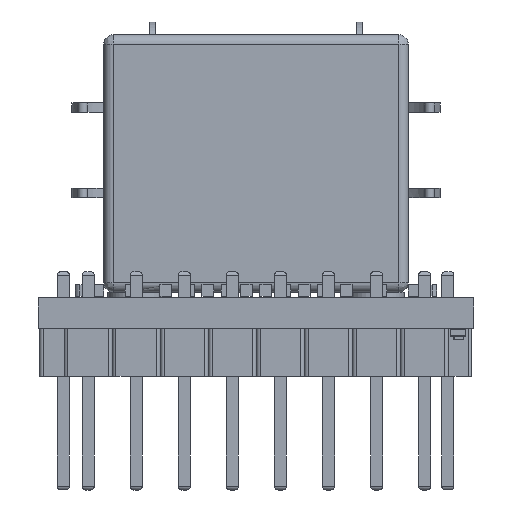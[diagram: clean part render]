
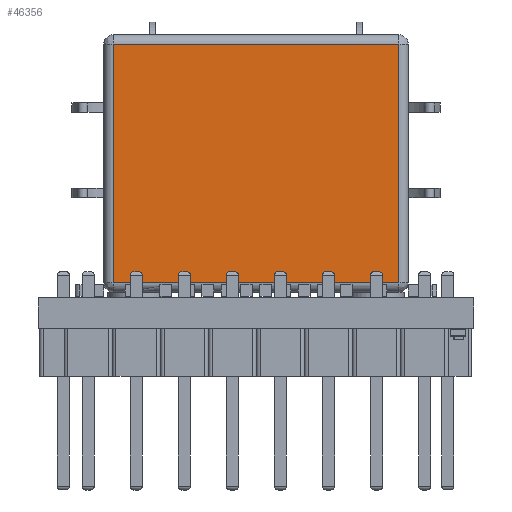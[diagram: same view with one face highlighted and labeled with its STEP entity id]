
A CAD part, front view. The second image highlights one B-rep face of the part: STEP entity #46356.
In plain terms, the highlighted face is planar.
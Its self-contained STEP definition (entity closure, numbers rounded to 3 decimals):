
#45580 = VERTEX_POINT('',#45581);
#45581 = CARTESIAN_POINT('',(7.55,6.3,12.7));
#45590 = VERTEX_POINT('',#45591);
#45591 = CARTESIAN_POINT('',(-7.55,6.3,12.7));
#45598 = EDGE_CURVE('',#45590,#45580,#45599,.T.);
#45599 = LINE('',#45600,#45601);
#45600 = CARTESIAN_POINT('',(0.,6.3,12.7));
#45601 = VECTOR('',#45602,1.);
#45602 = DIRECTION('',(1.,-0.,-0.));
#46356 = ADVANCED_FACE('',(#46357),#46382,.F.);
#46357 = FACE_BOUND('',#46358,.T.);
#46358 = EDGE_LOOP('',(#46359,#46367,#46368,#46376));
#46359 = ORIENTED_EDGE('',*,*,#46360,.F.);
#46360 = EDGE_CURVE('',#45580,#46361,#46363,.T.);
#46361 = VERTEX_POINT('',#46362);
#46362 = CARTESIAN_POINT('',(7.55,-6.3,12.7));
#46363 = LINE('',#46364,#46365);
#46364 = CARTESIAN_POINT('',(7.55,6.8,12.7));
#46365 = VECTOR('',#46366,1.);
#46366 = DIRECTION('',(-0.,-1.,-0.));
#46367 = ORIENTED_EDGE('',*,*,#45598,.F.);
#46368 = ORIENTED_EDGE('',*,*,#46369,.F.);
#46369 = EDGE_CURVE('',#46370,#45590,#46372,.T.);
#46370 = VERTEX_POINT('',#46371);
#46371 = CARTESIAN_POINT('',(-7.55,-6.3,12.7));
#46372 = LINE('',#46373,#46374);
#46373 = CARTESIAN_POINT('',(-7.55,6.8,12.7));
#46374 = VECTOR('',#46375,1.);
#46375 = DIRECTION('',(0.,1.,0.));
#46376 = ORIENTED_EDGE('',*,*,#46377,.F.);
#46377 = EDGE_CURVE('',#46361,#46370,#46378,.T.);
#46378 = LINE('',#46379,#46380);
#46379 = CARTESIAN_POINT('',(-8.05,-6.3,12.7));
#46380 = VECTOR('',#46381,1.);
#46381 = DIRECTION('',(-1.,0.,-0.));
#46382 = PLANE('',#46383);
#46383 = AXIS2_PLACEMENT_3D('',#46384,#46385,#46386);
#46384 = CARTESIAN_POINT('',(-8.05,6.8,12.7));
#46385 = DIRECTION('',(0.,0.,-1.));
#46386 = DIRECTION('',(-1.,0.,-0.));
